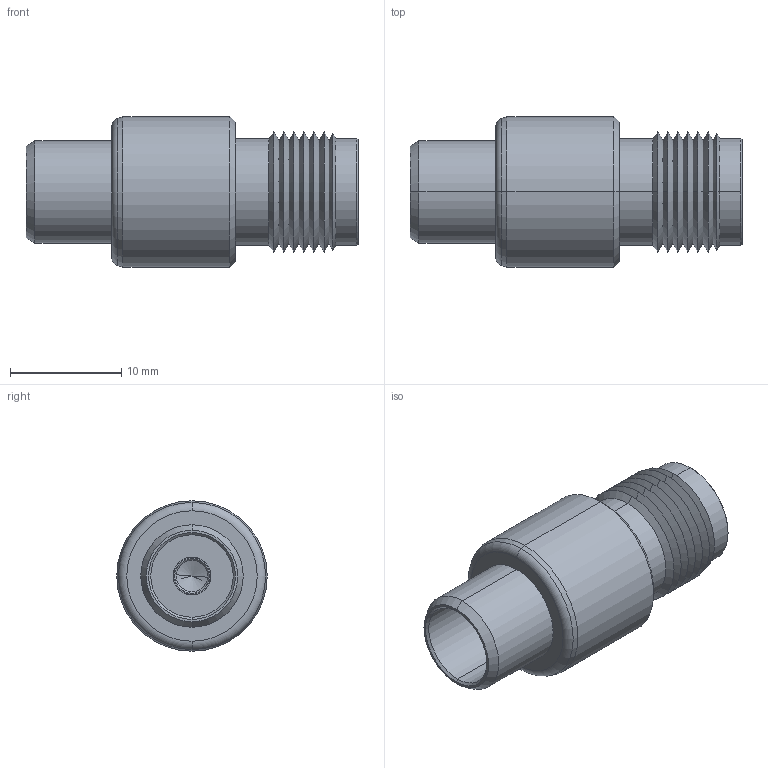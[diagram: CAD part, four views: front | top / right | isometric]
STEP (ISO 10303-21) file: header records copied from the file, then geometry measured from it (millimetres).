
FILE_DESCRIPTION (( 'STEP AP214' ), '1' );
FILE_NAME ('ARTJ-1404.STEP', '2010-03-17T20:11:07', ( ' ' ), ( ' ' ), 'SwSTEP 2.0', 'SolidWorks 2008', '' );
FILE_SCHEMA (( 'AUTOMOTIVE_DESIGN' ));
Length unit declared in the file: millimetre
Products named in the file (4): ARTJ-1404_BODY; Part3^Assem1; ARTJ-1404_CENTERPIN; ARTJ-1404
Assembly tree (2 placements, depth 2):
  Part3^Assem1
  ARTJ-1404
    ARTJ-1404_CENTERPIN
    ARTJ-1404_BODY
Bounding box: 29.8 x 13.5 x 13.5 mm (x, y, z)
Volume: 1948.2 mm3; surface area: 2471.8 mm2
Topology: 2 solids, 2 shells, 103 faces, 206 edges, 117 vertices
Faces by surface type: cone 54, cylinder 32, plane 15, torus 2
Entity records: 2820 total; most frequent: DIRECTION 538, CARTESIAN_POINT 429, ORIENTED_EDGE 408, AXIS2_PLACEMENT_3D 226, EDGE_CURVE 204, CIRCLE 118, EDGE_LOOP 117, VERTEX_POINT 117
